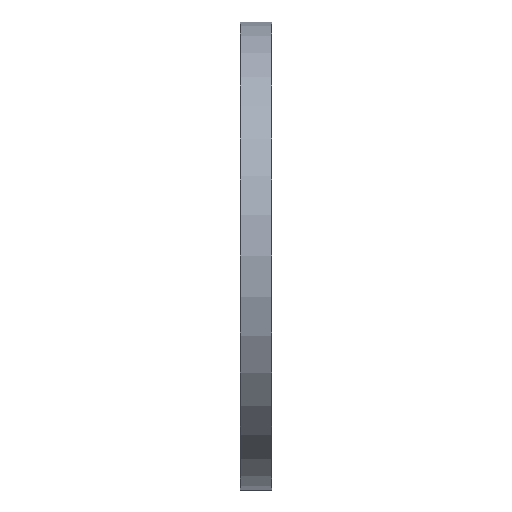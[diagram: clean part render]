
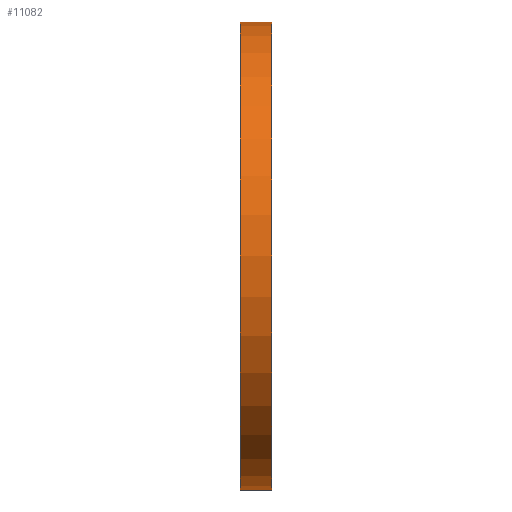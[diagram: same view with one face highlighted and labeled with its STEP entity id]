
A CAD part, left-side view. The second image highlights one B-rep face of the part: STEP entity #11082.
In plain terms, the highlighted cylindrical face has radius 60 mm (diameter 120 mm), a partial arc.
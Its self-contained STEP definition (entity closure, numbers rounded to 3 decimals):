
#27 = CYLINDRICAL_SURFACE ( 'NONE', #6739, 60. ) ;
#862 = CARTESIAN_POINT ( 'NONE',  ( 0., 8., 0. ) ) ;
#1174 = VERTEX_POINT ( 'NONE', #4638 ) ;
#2099 = VECTOR ( 'NONE', #13178, 1000. ) ;
#3064 = DIRECTION ( 'NONE',  ( 0., 1., 0. ) ) ;
#3174 = ORIENTED_EDGE ( 'NONE', *, *, #8569, .T. ) ;
#3907 = VERTEX_POINT ( 'NONE', #9996 ) ;
#4084 = VERTEX_POINT ( 'NONE', #12778 ) ;
#4638 = CARTESIAN_POINT ( 'NONE',  ( 0., 8., 60. ) ) ;
#4833 = EDGE_CURVE ( 'NONE', #1174, #4084, #9770, .T. ) ;
#5053 = CARTESIAN_POINT ( 'NONE',  ( 0., 0., 0. ) ) ;
#5141 = CARTESIAN_POINT ( 'NONE',  ( 0., 8., -60. ) ) ;
#5403 = DIRECTION ( 'NONE',  ( 0., -1., 0. ) ) ;
#5514 = CARTESIAN_POINT ( 'NONE',  ( 0., 8., 0. ) ) ;
#5845 = EDGE_CURVE ( 'NONE', #3907, #1174, #12030, .T. ) ;
#6539 = DIRECTION ( 'NONE',  ( 0., 0., -1. ) ) ;
#6714 = EDGE_CURVE ( 'NONE', #7555, #4084, #9545, .T. ) ;
#6739 = AXIS2_PLACEMENT_3D ( 'NONE', #5514, #7657, #6539 ) ;
#7458 = AXIS2_PLACEMENT_3D ( 'NONE', #5053, #12846, #12796 ) ;
#7555 = VERTEX_POINT ( 'NONE', #7693 ) ;
#7599 = CARTESIAN_POINT ( 'NONE',  ( 0., 8., 60. ) ) ;
#7657 = DIRECTION ( 'NONE',  ( 0., -1., 0. ) ) ;
#7693 = CARTESIAN_POINT ( 'NONE',  ( 0., 0., -60. ) ) ;
#8569 = EDGE_CURVE ( 'NONE', #3907, #7555, #11284, .T. ) ;
#8688 = DIRECTION ( 'NONE',  ( 0., 0., 1. ) ) ;
#9545 = CIRCLE ( 'NONE', #7458, 60. ) ;
#9653 = AXIS2_PLACEMENT_3D ( 'NONE', #862, #3064, #8688 ) ;
#9770 = LINE ( 'NONE', #7599, #12540 ) ;
#9996 = CARTESIAN_POINT ( 'NONE',  ( 0., 8., -60. ) ) ;
#10245 = ORIENTED_EDGE ( 'NONE', *, *, #5845, .F. ) ;
#11082 = ADVANCED_FACE ( 'NONE', ( #13346 ), #27, .T. ) ;
#11284 = LINE ( 'NONE', #5141, #2099 ) ;
#11888 = ORIENTED_EDGE ( 'NONE', *, *, #6714, .T. ) ;
#12030 = CIRCLE ( 'NONE', #9653, 60. ) ;
#12540 = VECTOR ( 'NONE', #5403, 1000. ) ;
#12607 = ORIENTED_EDGE ( 'NONE', *, *, #4833, .F. ) ;
#12778 = CARTESIAN_POINT ( 'NONE',  ( 0., 0., 60. ) ) ;
#12796 = DIRECTION ( 'NONE',  ( 0., 0., 1. ) ) ;
#12846 = DIRECTION ( 'NONE',  ( 0., 1., 0. ) ) ;
#13075 = EDGE_LOOP ( 'NONE', ( #12607, #10245, #3174, #11888 ) ) ;
#13178 = DIRECTION ( 'NONE',  ( 0., -1., 0. ) ) ;
#13346 = FACE_OUTER_BOUND ( 'NONE', #13075, .T. ) ;
